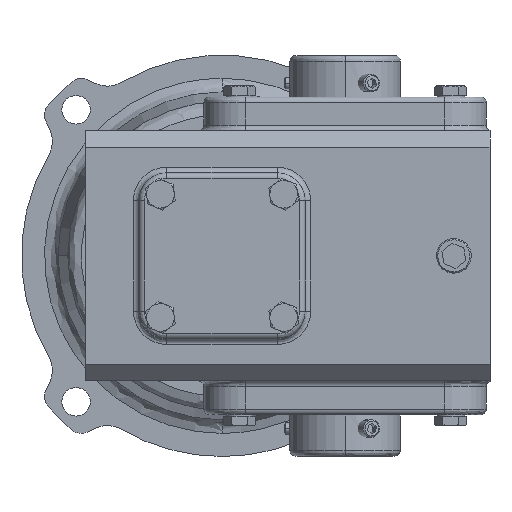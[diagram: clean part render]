
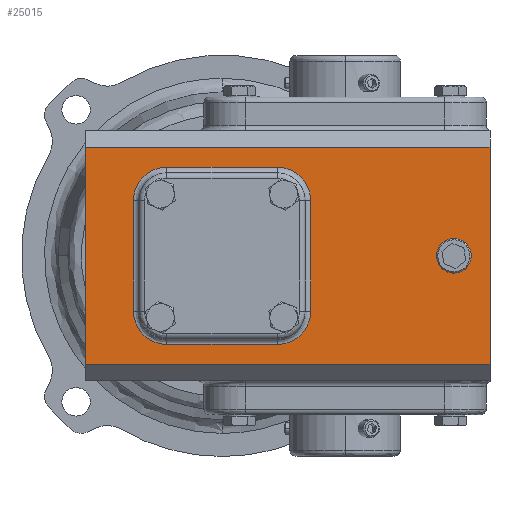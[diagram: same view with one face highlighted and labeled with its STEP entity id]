
A CAD part, left-side view. The second image highlights one B-rep face of the part: STEP entity #25015.
In plain terms, the highlighted planar face has unit normal (-1, 0, 0).
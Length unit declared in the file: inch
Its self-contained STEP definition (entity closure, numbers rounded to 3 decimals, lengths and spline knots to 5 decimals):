
#461 = CARTESIAN_POINT ( 'NONE',  ( -2.53, 3.69, -1.54378 ) ) ;
#589 = ORIENTED_EDGE ( 'NONE', *, *, #7243, .F. ) ;
#591 = EDGE_CURVE ( 'NONE', #13866, #21701, #10220, .T. ) ;
#999 = VERTEX_POINT ( 'NONE', #1634 ) ;
#1260 = DIRECTION ( 'NONE',  ( 0., 0., 1. ) ) ;
#1634 = CARTESIAN_POINT ( 'NONE',  ( -2.53, 2.5374, -1.25984 ) ) ;
#2231 = VECTOR ( 'NONE', #20931, 39.37008 ) ;
#2478 = EDGE_CURVE ( 'NONE', #22516, #6428, #10829, .T. ) ;
#2554 = CARTESIAN_POINT ( 'NONE',  ( -2.53, -1.54819, -0.24581 ) ) ;
#2665 = LINE ( 'NONE', #18109, #2231 ) ;
#2977 =( BOUNDED_CURVE ( )  B_SPLINE_CURVE ( 3, ( #28325, #7789, #3301, #29489 ),
 .UNSPECIFIED., .F., .F. ) 
 B_SPLINE_CURVE_WITH_KNOTS ( ( 4, 4 ),
 ( 0., 1. ),
 .UNSPECIFIED. ) 
 CURVE ( )  GEOMETRIC_REPRESENTATION_ITEM ( )  RATIONAL_B_SPLINE_CURVE ( ( 1., 0.805, 0.805, 1. ) ) 
 REPRESENTATION_ITEM ( '' )  );
#3301 = CARTESIAN_POINT ( 'NONE',  ( -2.53, 3.00984, 1.06415 ) ) ;
#3535 = EDGE_CURVE ( 'NONE', #11820, #13866, #24411, .T. ) ;
#3738 = CARTESIAN_POINT ( 'NONE',  ( -2.53, 3.68819, 1.54378 ) ) ;
#3934 = ORIENTED_EDGE ( 'NONE', *, *, #12899, .F. ) ;
#4166 = CARTESIAN_POINT ( 'NONE',  ( -2.53, 0.49016, 0.7874 ) ) ;
#4897 = LINE ( 'NONE', #13743, #10786 ) ;
#4951 = EDGE_CURVE ( 'NONE', #8420, #13316, #27272, .T. ) ;
#5281 = CARTESIAN_POINT ( 'NONE',  ( -2.53, 3.68819, -1.54378 ) ) ;
#5478 = DIRECTION ( 'NONE',  ( 0., 0., 1. ) ) ;
#5608 = ORIENTED_EDGE ( 'NONE', *, *, #7404, .F. ) ;
#5978 = CARTESIAN_POINT ( 'NONE',  ( -2.53, -2.06181, -1.54378 ) ) ;
#6166 = EDGE_CURVE ( 'NONE', #6796, #21860, #17437, .T. ) ;
#6210 = ORIENTED_EDGE ( 'NONE', *, *, #2478, .F. ) ;
#6428 = VERTEX_POINT ( 'NONE', #11745 ) ;
#6796 = VERTEX_POINT ( 'NONE', #3738 ) ;
#6821 = CARTESIAN_POINT ( 'NONE',  ( -2.53, 0.49016, 0.7874 ) ) ;
#7243 = EDGE_CURVE ( 'NONE', #13316, #11820, #23443, .T. ) ;
#7327 = VECTOR ( 'NONE', #20758, 39.37008 ) ;
#7404 = EDGE_CURVE ( 'NONE', #10313, #13562, #14235, .T. ) ;
#7420 = VECTOR ( 'NONE', #28241, 39.37008 ) ;
#7789 = CARTESIAN_POINT ( 'NONE',  ( -2.53, 2.81415, 1.25984 ) ) ;
#8410 = ORIENTED_EDGE ( 'NONE', *, *, #25527, .T. ) ;
#8420 = VERTEX_POINT ( 'NONE', #26283 ) ;
#8646 = CARTESIAN_POINT ( 'NONE',  ( -2.53, 3.68819, 1.78 ) ) ;
#8803 = CARTESIAN_POINT ( 'NONE',  ( -2.53, 3.00984, -0.7874 ) ) ;
#8913 = AXIS2_PLACEMENT_3D ( 'NONE', #21642, #19546, #5478 ) ;
#9060 = VECTOR ( 'NONE', #19820, 39.37008 ) ;
#9392 = CARTESIAN_POINT ( 'NONE',  ( -2.53, -2.06181, 0. ) ) ;
#9585 = DIRECTION ( 'NONE',  ( 0., 1., 0. ) ) ;
#9643 = EDGE_LOOP ( 'NONE', ( #25331, #27993, #22917, #589, #9997, #15738, #10252, #3934 ) ) ;
#9667 = CARTESIAN_POINT ( 'NONE',  ( -2.53, 0.49016, -0.7874 ) ) ;
#9951 = CARTESIAN_POINT ( 'NONE',  ( -2.53, 0.49016, 1.78 ) ) ;
#9997 = ORIENTED_EDGE ( 'NONE', *, *, #4951, .F. ) ;
#10049 = EDGE_LOOP ( 'NONE', ( #26713, #6210 ) ) ;
#10220 = LINE ( 'NONE', #19351, #16655 ) ;
#10252 = ORIENTED_EDGE ( 'NONE', *, *, #24372, .F. ) ;
#10275 = VECTOR ( 'NONE', #21813, 39.37008 ) ;
#10313 = VERTEX_POINT ( 'NONE', #5978 ) ;
#10603 = CARTESIAN_POINT ( 'NONE',  ( -2.53, 2.5374, 1.25984 ) ) ;
#10786 = VECTOR ( 'NONE', #20903, 39.37008 ) ;
#10829 = CIRCLE ( 'NONE', #8913, 0.24581 ) ;
#11745 = CARTESIAN_POINT ( 'NONE',  ( -2.53, -1.54819, 0.24581 ) ) ;
#11820 = VERTEX_POINT ( 'NONE', #4166 ) ;
#12294 = FACE_BOUND ( 'NONE', #10049, .T. ) ;
#12677 = CARTESIAN_POINT ( 'NONE',  ( -2.53, 0.49016, -0.7874 ) ) ;
#12899 = EDGE_CURVE ( 'NONE', #21511, #21664, #2665, .T. ) ;
#13316 = VERTEX_POINT ( 'NONE', #9667 ) ;
#13562 = VERTEX_POINT ( 'NONE', #5281 ) ;
#13743 = CARTESIAN_POINT ( 'NONE',  ( -2.53, 3.69, -1.25984 ) ) ;
#13866 = VERTEX_POINT ( 'NONE', #24876 ) ;
#14235 = LINE ( 'NONE', #461, #28442 ) ;
#14475 = ORIENTED_EDGE ( 'NONE', *, *, #6166, .F. ) ;
#15207 = CARTESIAN_POINT ( 'NONE',  ( -2.53, 3.00984, -0.7874 ) ) ;
#15394 = CARTESIAN_POINT ( 'NONE',  ( -2.53, 0.49016, -1.06415 ) ) ;
#15414 = ORIENTED_EDGE ( 'NONE', *, *, #25405, .F. ) ;
#15506 = AXIS2_PLACEMENT_3D ( 'NONE', #19244, #19526, #1260 ) ;
#15738 = ORIENTED_EDGE ( 'NONE', *, *, #29397, .F. ) ;
#15951 = CARTESIAN_POINT ( 'NONE',  ( -2.53, 0.49016, 1.06415 ) ) ;
#16655 = VECTOR ( 'NONE', #19781, 39.37008 ) ;
#16950 = AXIS2_PLACEMENT_3D ( 'NONE', #25951, #21270, #28474 ) ;
#17437 = LINE ( 'NONE', #22085, #9060 ) ;
#17601 = CARTESIAN_POINT ( 'NONE',  ( -2.53, 2.81415, -1.25984 ) ) ;
#18109 = CARTESIAN_POINT ( 'NONE',  ( -2.53, 3.00984, 1.78 ) ) ;
#18122 =( BOUNDED_CURVE ( )  B_SPLINE_CURVE ( 3, ( #15207, #29594, #17601, #20131 ),
 .UNSPECIFIED., .F., .F. ) 
 B_SPLINE_CURVE_WITH_KNOTS ( ( 4, 4 ),
 ( 0., 1. ),
 .UNSPECIFIED. ) 
 CURVE ( )  GEOMETRIC_REPRESENTATION_ITEM ( )  RATIONAL_B_SPLINE_CURVE ( ( 1., 0.805, 0.805, 1. ) ) 
 REPRESENTATION_ITEM ( '' )  );
#18383 = LINE ( 'NONE', #9392, #7327 ) ;
#19244 = CARTESIAN_POINT ( 'NONE',  ( -2.53, -1.54819, 0. ) ) ;
#19351 = CARTESIAN_POINT ( 'NONE',  ( -2.53, 3.69, 1.25984 ) ) ;
#19526 = DIRECTION ( 'NONE',  ( -1., 0., 0. ) ) ;
#19546 = DIRECTION ( 'NONE',  ( -1., 0., 0. ) ) ;
#19781 = DIRECTION ( 'NONE',  ( 0., 1., 0. ) ) ;
#19820 = DIRECTION ( 'NONE',  ( 0., -1., 0. ) ) ;
#20131 = CARTESIAN_POINT ( 'NONE',  ( -2.53, 2.5374, -1.25984 ) ) ;
#20278 = CARTESIAN_POINT ( 'NONE',  ( -2.53, 0.68585, 1.25984 ) ) ;
#20326 = EDGE_LOOP ( 'NONE', ( #5608, #8410, #14475, #15414 ) ) ;
#20758 = DIRECTION ( 'NONE',  ( 0., 0., 1. ) ) ;
#20903 = DIRECTION ( 'NONE',  ( 0., -1., 0. ) ) ;
#20931 = DIRECTION ( 'NONE',  ( 0., 0., -1. ) ) ;
#21270 = DIRECTION ( 'NONE',  ( 1., 0., 0. ) ) ;
#21511 = VERTEX_POINT ( 'NONE', #23532 ) ;
#21642 = CARTESIAN_POINT ( 'NONE',  ( -2.53, -1.54819, 0. ) ) ;
#21664 = VERTEX_POINT ( 'NONE', #8803 ) ;
#21700 = PLANE ( 'NONE',  #16950 ) ;
#21701 = VERTEX_POINT ( 'NONE', #10603 ) ;
#21703 = CIRCLE ( 'NONE', #15506, 0.24581 ) ;
#21813 = DIRECTION ( 'NONE',  ( 0., 0., 1. ) ) ;
#21860 = VERTEX_POINT ( 'NONE', #23924 ) ;
#22085 = CARTESIAN_POINT ( 'NONE',  ( -2.53, -2.06, 1.54378 ) ) ;
#22516 = VERTEX_POINT ( 'NONE', #2554 ) ;
#22917 = ORIENTED_EDGE ( 'NONE', *, *, #3535, .F. ) ;
#23443 = LINE ( 'NONE', #9951, #7420 ) ;
#23532 = CARTESIAN_POINT ( 'NONE',  ( -2.53, 3.00984, 0.7874 ) ) ;
#23835 = FACE_OUTER_BOUND ( 'NONE', #20326, .T. ) ;
#23924 = CARTESIAN_POINT ( 'NONE',  ( -2.53, -2.06181, 1.54378 ) ) ;
#24058 = CARTESIAN_POINT ( 'NONE',  ( -2.53, 0.68585, -1.25984 ) ) ;
#24233 = EDGE_CURVE ( 'NONE', #6428, #22516, #21703, .T. ) ;
#24372 = EDGE_CURVE ( 'NONE', #21664, #999, #18122, .T. ) ;
#24411 =( BOUNDED_CURVE ( )  B_SPLINE_CURVE ( 3, ( #6821, #15951, #20278, #29431 ),
 .UNSPECIFIED., .F., .T. ) 
 B_SPLINE_CURVE_WITH_KNOTS ( ( 4, 4 ),
 ( 0., 1. ),
 .UNSPECIFIED. ) 
 CURVE ( )  GEOMETRIC_REPRESENTATION_ITEM ( )  RATIONAL_B_SPLINE_CURVE ( ( 1., 0.805, 0.805, 1. ) ) 
 REPRESENTATION_ITEM ( '' )  );
#24876 = CARTESIAN_POINT ( 'NONE',  ( -2.53, 0.9626, 1.25984 ) ) ;
#25015 = ADVANCED_FACE ( 'NONE', ( #12294, #28204, #23835 ), #21700, .F. ) ;
#25331 = ORIENTED_EDGE ( 'NONE', *, *, #27703, .F. ) ;
#25405 = EDGE_CURVE ( 'NONE', #13562, #6796, #28866, .T. ) ;
#25527 = EDGE_CURVE ( 'NONE', #10313, #21860, #18383, .T. ) ;
#25951 = CARTESIAN_POINT ( 'NONE',  ( -2.53, 3.69, 1.78 ) ) ;
#26283 = CARTESIAN_POINT ( 'NONE',  ( -2.53, 0.9626, -1.25984 ) ) ;
#26638 = CARTESIAN_POINT ( 'NONE',  ( -2.53, 0.9626, -1.25984 ) ) ;
#26713 = ORIENTED_EDGE ( 'NONE', *, *, #24233, .F. ) ;
#27272 =( BOUNDED_CURVE ( )  B_SPLINE_CURVE ( 3, ( #26638, #24058, #15394, #12677 ),
 .UNSPECIFIED., .F., .F. ) 
 B_SPLINE_CURVE_WITH_KNOTS ( ( 4, 4 ),
 ( 0., 1. ),
 .UNSPECIFIED. ) 
 CURVE ( )  GEOMETRIC_REPRESENTATION_ITEM ( )  RATIONAL_B_SPLINE_CURVE ( ( 1., 0.805, 0.805, 1. ) ) 
 REPRESENTATION_ITEM ( '' )  );
#27703 = EDGE_CURVE ( 'NONE', #21701, #21511, #2977, .T. ) ;
#27993 = ORIENTED_EDGE ( 'NONE', *, *, #591, .F. ) ;
#28204 = FACE_BOUND ( 'NONE', #9643, .T. ) ;
#28241 = DIRECTION ( 'NONE',  ( 0., 0., 1. ) ) ;
#28325 = CARTESIAN_POINT ( 'NONE',  ( -2.53, 2.5374, 1.25984 ) ) ;
#28442 = VECTOR ( 'NONE', #9585, 39.37008 ) ;
#28474 = DIRECTION ( 'NONE',  ( 0., 1., 0. ) ) ;
#28866 = LINE ( 'NONE', #8646, #10275 ) ;
#29397 = EDGE_CURVE ( 'NONE', #999, #8420, #4897, .T. ) ;
#29431 = CARTESIAN_POINT ( 'NONE',  ( -2.53, 0.9626, 1.25984 ) ) ;
#29489 = CARTESIAN_POINT ( 'NONE',  ( -2.53, 3.00984, 0.7874 ) ) ;
#29594 = CARTESIAN_POINT ( 'NONE',  ( -2.53, 3.00984, -1.06415 ) ) ;
